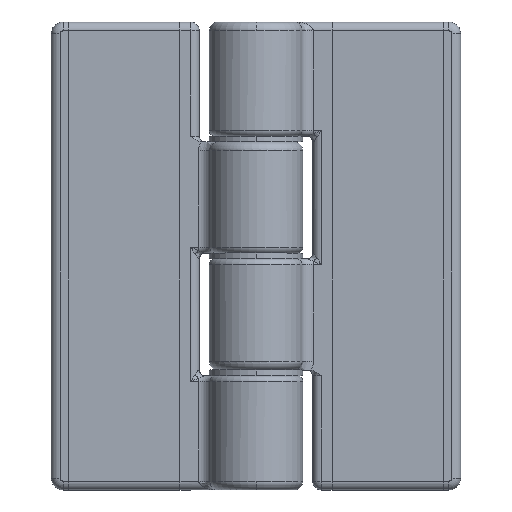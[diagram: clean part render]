
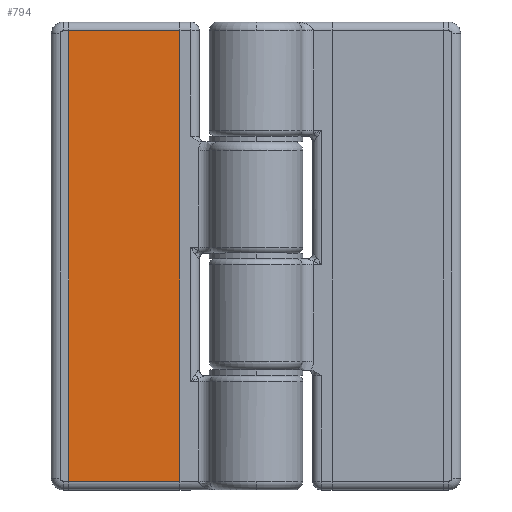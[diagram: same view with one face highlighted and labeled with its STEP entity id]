
A CAD part, top view. The second image highlights one B-rep face of the part: STEP entity #794.
In plain terms, the highlighted planar face has unit normal (0, 0, 1).
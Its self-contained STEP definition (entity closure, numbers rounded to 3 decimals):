
#45 = ORIENTED_EDGE ( 'NONE', *, *, #1118, .F. ) ;
#476 = CARTESIAN_POINT ( 'NONE',  ( -9.5, 38.5, 9.5 ) ) ;
#642 = VECTOR ( 'NONE', #903, 1000. ) ;
#790 = EDGE_LOOP ( 'NONE', ( #4990, #45, #4895, #3686 ) ) ;
#794 = ADVANCED_FACE ( 'NONE', ( #5402 ), #1204, .F. ) ;
#846 = VECTOR ( 'NONE', #5086, 1000. ) ;
#903 = DIRECTION ( 'NONE',  ( 0., -1., 0. ) ) ;
#925 = CARTESIAN_POINT ( 'NONE',  ( 9.5, -38.5, 9.5 ) ) ;
#930 = VECTOR ( 'NONE', #4246, 1000. ) ;
#1118 = EDGE_CURVE ( 'NONE', #4571, #1282, #3331, .T. ) ;
#1204 = PLANE ( 'NONE',  #2095 ) ;
#1222 = EDGE_CURVE ( 'NONE', #4350, #1282, #3585, .T. ) ;
#1262 = CARTESIAN_POINT ( 'NONE',  ( 9.5, 38.5, 9.5 ) ) ;
#1282 = VERTEX_POINT ( 'NONE', #3244 ) ;
#1374 = EDGE_CURVE ( 'NONE', #1621, #4350, #2132, .T. ) ;
#1621 = VERTEX_POINT ( 'NONE', #3210 ) ;
#1626 = CARTESIAN_POINT ( 'NONE',  ( 9.5, 38.5, 9.5 ) ) ;
#1684 = DIRECTION ( 'NONE',  ( -1., 0., 0. ) ) ;
#1985 = CARTESIAN_POINT ( 'NONE',  ( -9.5, 38.5, 9.5 ) ) ;
#2095 = AXIS2_PLACEMENT_3D ( 'NONE', #2517, #4117, #1684 ) ;
#2132 = LINE ( 'NONE', #1262, #4088 ) ;
#2465 = CARTESIAN_POINT ( 'NONE',  ( 9.5, -38.5, 9.5 ) ) ;
#2489 = EDGE_CURVE ( 'NONE', #1621, #4571, #5077, .T. ) ;
#2517 = CARTESIAN_POINT ( 'NONE',  ( 9.5, 38.5, 9.5 ) ) ;
#3210 = CARTESIAN_POINT ( 'NONE',  ( 9.5, 38.5, 9.5 ) ) ;
#3244 = CARTESIAN_POINT ( 'NONE',  ( -9.5, -38.5, 9.5 ) ) ;
#3331 = LINE ( 'NONE', #925, #846 ) ;
#3585 = LINE ( 'NONE', #476, #642 ) ;
#3686 = ORIENTED_EDGE ( 'NONE', *, *, #1374, .T. ) ;
#4088 = VECTOR ( 'NONE', #5012, 1000. ) ;
#4117 = DIRECTION ( 'NONE',  ( 0., 0., -1. ) ) ;
#4246 = DIRECTION ( 'NONE',  ( 0., -1., 0. ) ) ;
#4350 = VERTEX_POINT ( 'NONE', #1985 ) ;
#4571 = VERTEX_POINT ( 'NONE', #2465 ) ;
#4895 = ORIENTED_EDGE ( 'NONE', *, *, #2489, .F. ) ;
#4990 = ORIENTED_EDGE ( 'NONE', *, *, #1222, .T. ) ;
#5012 = DIRECTION ( 'NONE',  ( -1., 0., 0. ) ) ;
#5077 = LINE ( 'NONE', #1626, #930 ) ;
#5086 = DIRECTION ( 'NONE',  ( -1., 0., 0. ) ) ;
#5402 = FACE_OUTER_BOUND ( 'NONE', #790, .T. ) ;
